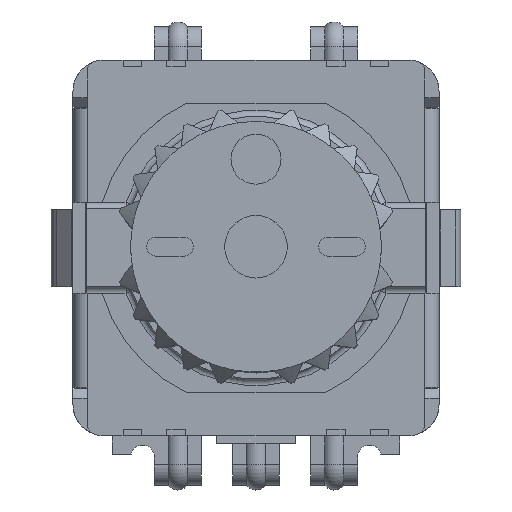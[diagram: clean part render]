
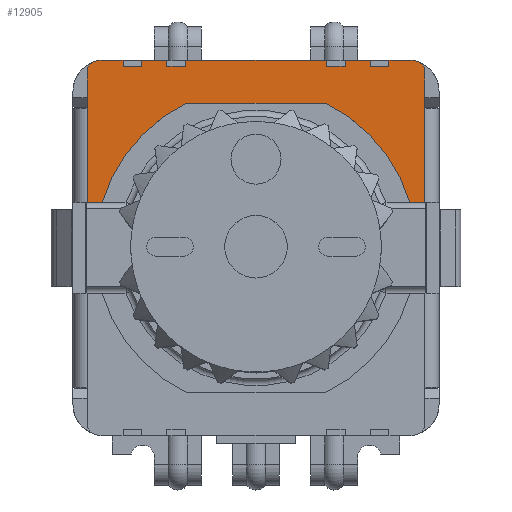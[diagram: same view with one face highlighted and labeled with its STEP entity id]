
A CAD part, top view. The second image highlights one B-rep face of the part: STEP entity #12905.
In plain terms, the highlighted planar face has unit normal (0, 0, 1).
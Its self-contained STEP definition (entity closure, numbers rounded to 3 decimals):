
#1155=LINE('',#19263,#2486);
#1157=LINE('',#19267,#2488);
#1159=LINE('',#19271,#2490);
#1162=LINE('',#19277,#2493);
#1164=LINE('',#19281,#2495);
#1166=LINE('',#19285,#2497);
#1169=LINE('',#19291,#2500);
#1171=LINE('',#19295,#2502);
#1173=LINE('',#19299,#2504);
#1176=LINE('',#19305,#2507);
#1178=LINE('',#19309,#2509);
#1180=LINE('',#19313,#2511);
#1208=LINE('',#19463,#2539);
#1209=LINE('',#19464,#2540);
#1210=LINE('',#19465,#2541);
#1211=LINE('',#19466,#2542);
#1212=LINE('',#19467,#2543);
#1358=LINE('',#19828,#2689);
#1420=LINE('',#20011,#2751);
#1457=LINE('',#20115,#2788);
#1633=LINE('',#20496,#2964);
#1634=LINE('',#20499,#2965);
#1670=LINE('',#20604,#3001);
#1671=LINE('',#20606,#3002);
#2486=VECTOR('',#15396,1000.);
#2488=VECTOR('',#15400,1000.);
#2490=VECTOR('',#15404,1000.);
#2493=VECTOR('',#15409,1000.);
#2495=VECTOR('',#15413,1000.);
#2497=VECTOR('',#15417,1000.);
#2500=VECTOR('',#15422,1000.);
#2502=VECTOR('',#15426,1000.);
#2504=VECTOR('',#15430,1000.);
#2507=VECTOR('',#15435,1000.);
#2509=VECTOR('',#15439,1000.);
#2511=VECTOR('',#15443,1000.);
#2539=VECTOR('',#15507,1000.);
#2540=VECTOR('',#15508,1000.);
#2541=VECTOR('',#15509,1000.);
#2542=VECTOR('',#15510,1000.);
#2543=VECTOR('',#15511,1000.);
#2689=VECTOR('',#15855,1000.);
#2751=VECTOR('',#16035,1000.);
#2788=VECTOR('',#16146,1000.);
#2964=VECTOR('',#16518,1000.);
#2965=VECTOR('',#16523,1000.);
#3001=VECTOR('',#16649,1000.);
#3002=VECTOR('',#16652,1000.);
#4090=FACE_OUTER_BOUND('',#4784,.T.);
#4784=EDGE_LOOP('',(#11764,#11765,#11766,#11767,#11768,#11769,#11770,#11771,
#11772,#11773,#11774,#11775,#11776,#11777,#11778,#11779,#11780,#11781,#11782,
#11783,#11784,#11785,#11786,#11787,#11788,#11789,#11790,#11791));
#4938=CIRCLE('',#13324,0.5);
#4944=CIRCLE('',#13347,0.5);
#5009=CIRCLE('',#13511,5.125);
#5011=CIRCLE('',#13515,5.125);
#5749=VERTEX_POINT('',#19253);
#5750=VERTEX_POINT('',#19255);
#5751=VERTEX_POINT('',#19260);
#5752=VERTEX_POINT('',#19262);
#5753=VERTEX_POINT('',#19266);
#5754=VERTEX_POINT('',#19270);
#5755=VERTEX_POINT('',#19274);
#5756=VERTEX_POINT('',#19276);
#5757=VERTEX_POINT('',#19280);
#5758=VERTEX_POINT('',#19284);
#5759=VERTEX_POINT('',#19288);
#5760=VERTEX_POINT('',#19290);
#5761=VERTEX_POINT('',#19294);
#5762=VERTEX_POINT('',#19298);
#5763=VERTEX_POINT('',#19302);
#5764=VERTEX_POINT('',#19304);
#5765=VERTEX_POINT('',#19308);
#5766=VERTEX_POINT('',#19312);
#5787=VERTEX_POINT('',#19430);
#5788=VERTEX_POINT('',#19432);
#5914=VERTEX_POINT('',#19827);
#5972=VERTEX_POINT('',#20000);
#5973=VERTEX_POINT('',#20002);
#5976=VERTEX_POINT('',#20009);
#5978=VERTEX_POINT('',#20015);
#6006=VERTEX_POINT('',#20111);
#6113=VERTEX_POINT('',#20495);
#6137=VERTEX_POINT('',#20602);
#7108=EDGE_CURVE('',#5749,#5750,#4938,.T.);
#7112=EDGE_CURVE('',#5751,#5752,#1155,.T.);
#7114=EDGE_CURVE('',#5752,#5753,#1157,.T.);
#7116=EDGE_CURVE('',#5753,#5754,#1159,.T.);
#7119=EDGE_CURVE('',#5755,#5756,#1162,.T.);
#7121=EDGE_CURVE('',#5756,#5757,#1164,.T.);
#7123=EDGE_CURVE('',#5757,#5758,#1166,.T.);
#7126=EDGE_CURVE('',#5759,#5760,#1169,.T.);
#7128=EDGE_CURVE('',#5760,#5761,#1171,.T.);
#7130=EDGE_CURVE('',#5761,#5762,#1173,.T.);
#7133=EDGE_CURVE('',#5763,#5764,#1176,.T.);
#7135=EDGE_CURVE('',#5764,#5765,#1178,.T.);
#7137=EDGE_CURVE('',#5765,#5766,#1180,.T.);
#7166=EDGE_CURVE('',#5787,#5788,#4944,.T.);
#7182=EDGE_CURVE('',#5750,#5751,#1208,.T.);
#7183=EDGE_CURVE('',#5754,#5755,#1209,.T.);
#7184=EDGE_CURVE('',#5758,#5759,#1210,.T.);
#7185=EDGE_CURVE('',#5762,#5763,#1211,.T.);
#7186=EDGE_CURVE('',#5766,#5787,#1212,.T.);
#7364=EDGE_CURVE('',#5749,#5914,#1358,.T.);
#7452=EDGE_CURVE('',#5972,#5973,#5009,.T.);
#7456=EDGE_CURVE('',#5976,#5972,#1420,.T.);
#7459=EDGE_CURVE('',#5978,#5976,#5011,.T.);
#7511=EDGE_CURVE('',#6006,#5788,#1457,.T.);
#7706=EDGE_CURVE('',#5973,#6113,#1633,.T.);
#7708=EDGE_CURVE('',#5914,#6113,#1634,.T.);
#7764=EDGE_CURVE('',#6137,#5978,#1670,.T.);
#7765=EDGE_CURVE('',#6137,#6006,#1671,.T.);
#11764=ORIENTED_EDGE('',*,*,#7764,.F.);
#11765=ORIENTED_EDGE('',*,*,#7765,.T.);
#11766=ORIENTED_EDGE('',*,*,#7511,.T.);
#11767=ORIENTED_EDGE('',*,*,#7166,.F.);
#11768=ORIENTED_EDGE('',*,*,#7186,.F.);
#11769=ORIENTED_EDGE('',*,*,#7137,.F.);
#11770=ORIENTED_EDGE('',*,*,#7135,.F.);
#11771=ORIENTED_EDGE('',*,*,#7133,.F.);
#11772=ORIENTED_EDGE('',*,*,#7185,.F.);
#11773=ORIENTED_EDGE('',*,*,#7130,.F.);
#11774=ORIENTED_EDGE('',*,*,#7128,.F.);
#11775=ORIENTED_EDGE('',*,*,#7126,.F.);
#11776=ORIENTED_EDGE('',*,*,#7184,.F.);
#11777=ORIENTED_EDGE('',*,*,#7123,.F.);
#11778=ORIENTED_EDGE('',*,*,#7121,.F.);
#11779=ORIENTED_EDGE('',*,*,#7119,.F.);
#11780=ORIENTED_EDGE('',*,*,#7183,.F.);
#11781=ORIENTED_EDGE('',*,*,#7116,.F.);
#11782=ORIENTED_EDGE('',*,*,#7114,.F.);
#11783=ORIENTED_EDGE('',*,*,#7112,.F.);
#11784=ORIENTED_EDGE('',*,*,#7182,.F.);
#11785=ORIENTED_EDGE('',*,*,#7108,.F.);
#11786=ORIENTED_EDGE('',*,*,#7364,.T.);
#11787=ORIENTED_EDGE('',*,*,#7708,.T.);
#11788=ORIENTED_EDGE('',*,*,#7706,.F.);
#11789=ORIENTED_EDGE('',*,*,#7452,.F.);
#11790=ORIENTED_EDGE('',*,*,#7456,.F.);
#11791=ORIENTED_EDGE('',*,*,#7459,.F.);
#12229=PLANE('',#14002);
#12905=ADVANCED_FACE('',(#4090),#12229,.F.);
#13324=AXIS2_PLACEMENT_3D('',#19256,#15388,#15389);
#13347=AXIS2_PLACEMENT_3D('',#19433,#15478,#15479);
#13511=AXIS2_PLACEMENT_3D('',#20003,#16027,#16028);
#13515=AXIS2_PLACEMENT_3D('',#20017,#16040,#16041);
#14002=AXIS2_PLACEMENT_3D('',#21482,#17496,#17497);
#15388=DIRECTION('center_axis',(0.,0.,
-1.));
#15389=DIRECTION('ref_axis',(1.,0.,0.));
#15396=DIRECTION('',(0.,-1.,0.));
#15400=DIRECTION('',(1.,0.,0.));
#15404=DIRECTION('',(0.,1.,0.));
#15409=DIRECTION('',(0.,-1.,0.));
#15413=DIRECTION('',(1.,0.,0.));
#15417=DIRECTION('',(0.,1.,0.));
#15422=DIRECTION('',(0.,-1.,0.));
#15426=DIRECTION('',(1.,0.,0.));
#15430=DIRECTION('',(0.,1.,0.));
#15435=DIRECTION('',(0.,-1.,0.));
#15439=DIRECTION('',(1.,0.,0.));
#15443=DIRECTION('',(0.,1.,0.));
#15478=DIRECTION('center_axis',(0.,0.,
-1.));
#15479=DIRECTION('ref_axis',(-1.,0.,0.));
#15507=DIRECTION('',(1.,0.,0.));
#15508=DIRECTION('',(1.,0.,0.));
#15509=DIRECTION('',(1.,0.,0.));
#15510=DIRECTION('',(1.,0.,0.));
#15511=DIRECTION('',(1.,0.,0.));
#15855=DIRECTION('',(0.,-1.,0.));
#16027=DIRECTION('center_axis',(0.,0.,
1.));
#16028=DIRECTION('ref_axis',(-1.,0.,0.));
#16035=DIRECTION('',(-1.,0.,0.));
#16040=DIRECTION('center_axis',(0.,0.,
1.));
#16041=DIRECTION('ref_axis',(-1.,0.,0.));
#16146=DIRECTION('',(0.,1.,0.));
#16518=DIRECTION('',(-1.,0.,0.));
#16523=DIRECTION('',(0.,-1.,0.));
#16649=DIRECTION('',(-1.,0.,0.));
#16652=DIRECTION('',(0.,1.,0.));
#17496=DIRECTION('center_axis',(0.,0.,
-1.));
#17497=DIRECTION('ref_axis',(-1.,0.,0.));
#19253=CARTESIAN_POINT('',(-5.4,5.718,4.41));
#19255=CARTESIAN_POINT('',(-4.95,6.,4.41));
#19256=CARTESIAN_POINT('Origin',(-4.95,5.5,4.41));
#19260=CARTESIAN_POINT('',(-4.25,6.,4.41));
#19262=CARTESIAN_POINT('',(-4.25,5.8,4.41));
#19263=CARTESIAN_POINT('',(-4.25,6.,4.41));
#19266=CARTESIAN_POINT('',(-3.65,5.8,4.41));
#19267=CARTESIAN_POINT('',(-4.25,5.8,4.41));
#19270=CARTESIAN_POINT('',(-3.65,6.,4.41));
#19271=CARTESIAN_POINT('',(-3.65,5.8,4.41));
#19274=CARTESIAN_POINT('',(-2.85,6.,4.41));
#19276=CARTESIAN_POINT('',(-2.85,5.8,4.41));
#19277=CARTESIAN_POINT('',(-2.85,6.,4.41));
#19280=CARTESIAN_POINT('',(-2.25,5.8,4.41));
#19281=CARTESIAN_POINT('',(-2.85,5.8,4.41));
#19284=CARTESIAN_POINT('',(-2.25,6.,4.41));
#19285=CARTESIAN_POINT('',(-2.25,5.8,4.41));
#19288=CARTESIAN_POINT('',(2.25,6.,4.41));
#19290=CARTESIAN_POINT('',(2.25,5.8,4.41));
#19291=CARTESIAN_POINT('',(2.25,6.,4.41));
#19294=CARTESIAN_POINT('',(2.85,5.8,4.41));
#19295=CARTESIAN_POINT('',(2.25,5.8,4.41));
#19298=CARTESIAN_POINT('',(2.85,6.,4.41));
#19299=CARTESIAN_POINT('',(2.85,5.8,4.41));
#19302=CARTESIAN_POINT('',(3.65,6.,4.41));
#19304=CARTESIAN_POINT('',(3.65,5.8,4.41));
#19305=CARTESIAN_POINT('',(3.65,5.8,4.41));
#19308=CARTESIAN_POINT('',(4.25,5.8,4.41));
#19309=CARTESIAN_POINT('',(3.65,5.8,4.41));
#19312=CARTESIAN_POINT('',(4.25,6.,4.41));
#19313=CARTESIAN_POINT('',(4.25,6.,4.41));
#19430=CARTESIAN_POINT('',(4.95,6.,4.41));
#19432=CARTESIAN_POINT('',(5.4,5.718,4.41));
#19433=CARTESIAN_POINT('Origin',(4.95,5.5,4.41));
#19463=CARTESIAN_POINT('',(-4.25,6.,4.41));
#19464=CARTESIAN_POINT('',(-2.85,6.,4.41));
#19465=CARTESIAN_POINT('',(2.25,6.,4.41));
#19466=CARTESIAN_POINT('',(3.65,6.,4.41));
#19467=CARTESIAN_POINT('',(4.95,6.,4.41));
#19827=CARTESIAN_POINT('',(-5.4,4.463,4.41));
#19828=CARTESIAN_POINT('',(-5.4,-4.463,4.41));
#20000=CARTESIAN_POINT('',(-2.208,4.625,4.41));
#20002=CARTESIAN_POINT('',(-4.916,1.45,4.41));
#20003=CARTESIAN_POINT('Origin',(0.,0.,
4.41));
#20009=CARTESIAN_POINT('',(2.208,4.625,4.41));
#20011=CARTESIAN_POINT('',(2.208,4.625,4.41));
#20015=CARTESIAN_POINT('',(4.916,1.45,4.41));
#20017=CARTESIAN_POINT('Origin',(0.,0.,
4.41));
#20111=CARTESIAN_POINT('',(5.4,4.463,4.41));
#20115=CARTESIAN_POINT('',(5.4,4.463,4.41));
#20495=CARTESIAN_POINT('',(-5.4,1.45,4.41));
#20496=CARTESIAN_POINT('',(-4.916,1.45,4.41));
#20499=CARTESIAN_POINT('',(-5.4,-4.463,4.41));
#20602=CARTESIAN_POINT('',(5.4,1.45,4.41));
#20604=CARTESIAN_POINT('',(5.85,1.45,4.41));
#20606=CARTESIAN_POINT('',(5.4,4.463,4.41));
#21482=CARTESIAN_POINT('Origin',(4.95,5.5,4.41));
